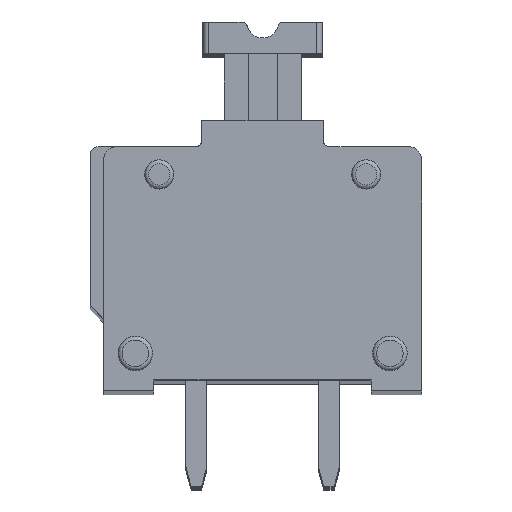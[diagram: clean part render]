
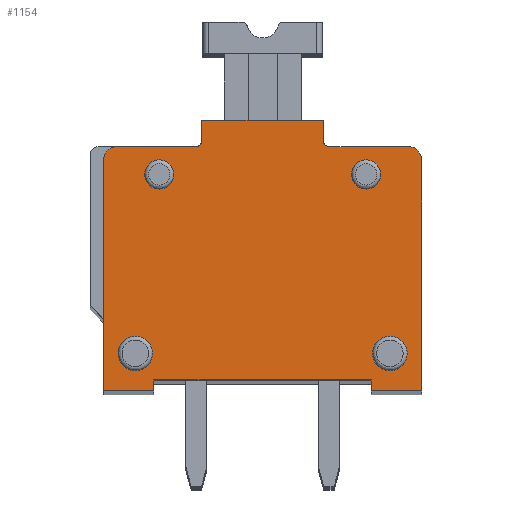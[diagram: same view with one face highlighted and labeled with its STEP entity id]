
A CAD part, top view. The second image highlights one B-rep face of the part: STEP entity #1154.
In plain terms, the highlighted planar face has unit normal (0, 0, 1).
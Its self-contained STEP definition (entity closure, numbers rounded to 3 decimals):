
#1154 = ADVANCED_FACE( '', ( #2834, #2835, #2836, #2837, #2838 ), #2839, .T. );
#2834 = FACE_OUTER_BOUND( '', #5134, .T. );
#2835 = FACE_BOUND( '', #5135, .T. );
#2836 = FACE_BOUND( '', #5136, .T. );
#2837 = FACE_BOUND( '', #5137, .T. );
#2838 = FACE_BOUND( '', #5138, .T. );
#2839 = PLANE( '', #5139 );
#5134 = EDGE_LOOP( '', ( #8369, #8370, #8371, #8372, #8373, #8374, #8375, #8376, #8377, #8378, #8379, #8380, #8381, #8382, #8383, #8384 ) );
#5135 = EDGE_LOOP( '', ( #8385 ) );
#5136 = EDGE_LOOP( '', ( #8386 ) );
#5137 = EDGE_LOOP( '', ( #8387 ) );
#5138 = EDGE_LOOP( '', ( #8388 ) );
#5139 = AXIS2_PLACEMENT_3D( '', #8389, #8390, #8391 );
#8369 = ORIENTED_EDGE( '', *, *, #14427, .T. );
#8370 = ORIENTED_EDGE( '', *, *, #14304, .T. );
#8371 = ORIENTED_EDGE( '', *, *, #14428, .F. );
#8372 = ORIENTED_EDGE( '', *, *, #14429, .F. );
#8373 = ORIENTED_EDGE( '', *, *, #14430, .F. );
#8374 = ORIENTED_EDGE( '', *, *, #14336, .T. );
#8375 = ORIENTED_EDGE( '', *, *, #14431, .F. );
#8376 = ORIENTED_EDGE( '', *, *, #14432, .F. );
#8377 = ORIENTED_EDGE( '', *, *, #14433, .T. );
#8378 = ORIENTED_EDGE( '', *, *, #14434, .T. );
#8379 = ORIENTED_EDGE( '', *, *, #14435, .T. );
#8380 = ORIENTED_EDGE( '', *, *, #14436, .T. );
#8381 = ORIENTED_EDGE( '', *, *, #14191, .T. );
#8382 = ORIENTED_EDGE( '', *, *, #14437, .F. );
#8383 = ORIENTED_EDGE( '', *, *, #13621, .T. );
#8384 = ORIENTED_EDGE( '', *, *, #14438, .F. );
#8385 = ORIENTED_EDGE( '', *, *, #14439, .F. );
#8386 = ORIENTED_EDGE( '', *, *, #14214, .F. );
#8387 = ORIENTED_EDGE( '', *, *, #14440, .F. );
#8388 = ORIENTED_EDGE( '', *, *, #14441, .F. );
#8389 = CARTESIAN_POINT( '', ( 5.954, 7.756, 3.5 ) );
#8390 = DIRECTION( '', ( 0., 0., 1. ) );
#8391 = DIRECTION( '', ( 1., 0., 0. ) );
#13621 = EDGE_CURVE( '', #16268, #16265, #16269, .T. );
#14191 = EDGE_CURVE( '', #17270, #17268, #17271, .T. );
#14214 = EDGE_CURVE( '', #17307, #17307, #17308, .T. );
#14304 = EDGE_CURVE( '', #17455, #17453, #17456, .T. );
#14336 = EDGE_CURVE( '', #17505, #17503, #17506, .T. );
#14427 = EDGE_CURVE( '', #17652, #17455, #17653, .T. );
#14428 = EDGE_CURVE( '', #17654, #17453, #17655, .T. );
#14429 = EDGE_CURVE( '', #17656, #17654, #17657, .T. );
#14430 = EDGE_CURVE( '', #17505, #17656, #17658, .T. );
#14431 = EDGE_CURVE( '', #17659, #17503, #17660, .T. );
#14432 = EDGE_CURVE( '', #17661, #17659, #17662, .T. );
#14433 = EDGE_CURVE( '', #17661, #17663, #17664, .T. );
#14434 = EDGE_CURVE( '', #17663, #17665, #17666, .T. );
#14435 = EDGE_CURVE( '', #17665, #17667, #17668, .T. );
#14436 = EDGE_CURVE( '', #17667, #17270, #17669, .T. );
#14437 = EDGE_CURVE( '', #16268, #17268, #17670, .T. );
#14438 = EDGE_CURVE( '', #17652, #16265, #17671, .T. );
#14439 = EDGE_CURVE( '', #17672, #17672, #17673, .T. );
#14440 = EDGE_CURVE( '', #17674, #17674, #17675, .T. );
#14441 = EDGE_CURVE( '', #17676, #17676, #17677, .T. );
#16265 = VERTEX_POINT( '', #20169 );
#16268 = VERTEX_POINT( '', #20173 );
#16269 = LINE( '', #20174, #20175 );
#17268 = VERTEX_POINT( '', #21624 );
#17270 = VERTEX_POINT( '', #21627 );
#17271 = LINE( '', #21628, #21629 );
#17307 = VERTEX_POINT( '', #21680 );
#17308 = CIRCLE( '', #21681, 0.55 );
#17453 = VERTEX_POINT( '', #21906 );
#17455 = VERTEX_POINT( '', #21909 );
#17456 = LINE( '', #21910, #21911 );
#17503 = VERTEX_POINT( '', #22016 );
#17505 = VERTEX_POINT( '', #22019 );
#17506 = LINE( '', #22020, #22021 );
#17652 = VERTEX_POINT( '', #22223 );
#17653 = LINE( '', #22224, #22225 );
#17654 = VERTEX_POINT( '', #22226 );
#17655 = LINE( '', #22227, #22228 );
#17656 = VERTEX_POINT( '', #22229 );
#17657 = LINE( '', #22230, #22231 );
#17658 = LINE( '', #22232, #22233 );
#17659 = VERTEX_POINT( '', #22234 );
#17660 = LINE( '', #22235, #22236 );
#17661 = VERTEX_POINT( '', #22237 );
#17662 = CIRCLE( '', #22238, 0.5 );
#17663 = VERTEX_POINT( '', #22239 );
#17664 = LINE( '', #22240, #22241 );
#17665 = VERTEX_POINT( '', #22242 );
#17666 = CIRCLE( '', #22243, 0.2 );
#17667 = VERTEX_POINT( '', #22244 );
#17668 = LINE( '', #22245, #22246 );
#17669 = LINE( '', #22247, #22248 );
#17670 = CIRCLE( '', #22249, 0.2 );
#17671 = CIRCLE( '', #22250, 0.5 );
#17672 = VERTEX_POINT( '', #22251 );
#17673 = CIRCLE( '', #22252, 0.65 );
#17674 = VERTEX_POINT( '', #22253 );
#17675 = CIRCLE( '', #22254, 0.65 );
#17676 = VERTEX_POINT( '', #22255 );
#17677 = CIRCLE( '', #22256, 0.55 );
#20169 = CARTESIAN_POINT( '', ( 0.5, 9.2, 3.5 ) );
#20173 = CARTESIAN_POINT( '', ( 3.5, 9.2, 3.5 ) );
#20174 = CARTESIAN_POINT( '', ( 7.771, 9.2, 3.5 ) );
#20175 = VECTOR( '', #25884, 1000. );
#21624 = CARTESIAN_POINT( '', ( 3.7, 9.4, 3.5 ) );
#21627 = CARTESIAN_POINT( '', ( 3.7, 10.2, 3.5 ) );
#21628 = CARTESIAN_POINT( '', ( 3.7, 7.285, 3.5 ) );
#21629 = VECTOR( '', #26486, 1000. );
#21680 = CARTESIAN_POINT( '', ( 2.65, 8.15, 3.5 ) );
#21681 = AXIS2_PLACEMENT_3D( '', #26508, #26509, #26510 );
#21906 = CARTESIAN_POINT( '', ( 1.9, 0., 3.5 ) );
#21909 = CARTESIAN_POINT( '', ( 0., 0., 3.5 ) );
#21910 = CARTESIAN_POINT( '', ( 7.771, 0., 3.5 ) );
#21911 = VECTOR( '', #26601, 1000. );
#22016 = CARTESIAN_POINT( '', ( 12., 0., 3.5 ) );
#22019 = CARTESIAN_POINT( '', ( 10.1, 0., 3.5 ) );
#22020 = CARTESIAN_POINT( '', ( 7.771, 0., 3.5 ) );
#22021 = VECTOR( '', #26634, 1000. );
#22223 = CARTESIAN_POINT( '', ( 0., 8.7, 3.5 ) );
#22224 = CARTESIAN_POINT( '', ( 0., 7.285, 3.5 ) );
#22225 = VECTOR( '', #26736, 1000. );
#22226 = CARTESIAN_POINT( '', ( 1.9, 0.4, 3.5 ) );
#22227 = CARTESIAN_POINT( '', ( 1.9, 7.285, 3.5 ) );
#22228 = VECTOR( '', #26737, 1000. );
#22229 = CARTESIAN_POINT( '', ( 10.1, 0.4, 3.5 ) );
#22230 = CARTESIAN_POINT( '', ( 7.771, 0.4, 3.5 ) );
#22231 = VECTOR( '', #26738, 1000. );
#22232 = CARTESIAN_POINT( '', ( 10.1, 7.285, 3.5 ) );
#22233 = VECTOR( '', #26739, 1000. );
#22234 = CARTESIAN_POINT( '', ( 12., 8.7, 3.5 ) );
#22235 = CARTESIAN_POINT( '', ( 12., 7.285, 3.5 ) );
#22236 = VECTOR( '', #26740, 1000. );
#22237 = CARTESIAN_POINT( '', ( 11.5, 9.2, 3.5 ) );
#22238 = AXIS2_PLACEMENT_3D( '', #26741, #26742, #26743 );
#22239 = CARTESIAN_POINT( '', ( 8.5, 9.2, 3.5 ) );
#22240 = CARTESIAN_POINT( '', ( 7.771, 9.2, 3.5 ) );
#22241 = VECTOR( '', #26744, 1000. );
#22242 = CARTESIAN_POINT( '', ( 8.3, 9.4, 3.5 ) );
#22243 = AXIS2_PLACEMENT_3D( '', #26745, #26746, #26747 );
#22244 = CARTESIAN_POINT( '', ( 8.3, 10.2, 3.5 ) );
#22245 = CARTESIAN_POINT( '', ( 8.3, 7.285, 3.5 ) );
#22246 = VECTOR( '', #26748, 1000. );
#22247 = CARTESIAN_POINT( '', ( 7.771, 10.2, 3.5 ) );
#22248 = VECTOR( '', #26749, 1000. );
#22249 = AXIS2_PLACEMENT_3D( '', #26750, #26751, #26752 );
#22250 = AXIS2_PLACEMENT_3D( '', #26753, #26754, #26755 );
#22251 = CARTESIAN_POINT( '', ( 1.85, 1.4, 3.5 ) );
#22252 = AXIS2_PLACEMENT_3D( '', #26756, #26757, #26758 );
#22253 = CARTESIAN_POINT( '', ( 11.45, 1.4, 3.5 ) );
#22254 = AXIS2_PLACEMENT_3D( '', #26759, #26760, #26761 );
#22255 = CARTESIAN_POINT( '', ( 10.45, 8.15, 3.5 ) );
#22256 = AXIS2_PLACEMENT_3D( '', #26762, #26763, #26764 );
#25884 = DIRECTION( '', ( -1., 0., 0. ) );
#26486 = DIRECTION( '', ( 0., -1., 0. ) );
#26508 = CARTESIAN_POINT( '', ( 2.1, 8.15, 3.5 ) );
#26509 = DIRECTION( '', ( 0., 0., 1. ) );
#26510 = DIRECTION( '', ( 1., 0., 0. ) );
#26601 = DIRECTION( '', ( 1., 0., 0. ) );
#26634 = DIRECTION( '', ( 1., 0., 0. ) );
#26736 = DIRECTION( '', ( 0., -1., 0. ) );
#26737 = DIRECTION( '', ( 0., -1., 0. ) );
#26738 = DIRECTION( '', ( -1., 0., 0. ) );
#26739 = DIRECTION( '', ( 0., 1., 0. ) );
#26740 = DIRECTION( '', ( 0., -1., 0. ) );
#26741 = CARTESIAN_POINT( '', ( 11.5, 8.7, 3.5 ) );
#26742 = DIRECTION( '', ( 0., 0., -1. ) );
#26743 = DIRECTION( '', ( -1., 0., 0. ) );
#26744 = DIRECTION( '', ( -1., 0., 0. ) );
#26745 = CARTESIAN_POINT( '', ( 8.5, 9.4, 3.5 ) );
#26746 = DIRECTION( '', ( 0., 0., -1. ) );
#26747 = DIRECTION( '', ( -1., 0., 0. ) );
#26748 = DIRECTION( '', ( 0., 1., 0. ) );
#26749 = DIRECTION( '', ( -1., 0., 0. ) );
#26750 = CARTESIAN_POINT( '', ( 3.5, 9.4, 3.5 ) );
#26751 = DIRECTION( '', ( 0., 0., 1. ) );
#26752 = DIRECTION( '', ( 1., 0., 0. ) );
#26753 = CARTESIAN_POINT( '', ( 0.5, 8.7, 3.5 ) );
#26754 = DIRECTION( '', ( 0., 0., -1. ) );
#26755 = DIRECTION( '', ( -1., 0., 0. ) );
#26756 = CARTESIAN_POINT( '', ( 1.2, 1.4, 3.5 ) );
#26757 = DIRECTION( '', ( 0., 0., 1. ) );
#26758 = DIRECTION( '', ( 1., 0., 0. ) );
#26759 = CARTESIAN_POINT( '', ( 10.8, 1.4, 3.5 ) );
#26760 = DIRECTION( '', ( 0., 0., 1. ) );
#26761 = DIRECTION( '', ( 1., 0., 0. ) );
#26762 = CARTESIAN_POINT( '', ( 9.9, 8.15, 3.5 ) );
#26763 = DIRECTION( '', ( 0., 0., 1. ) );
#26764 = DIRECTION( '', ( 1., 0., 0. ) );
